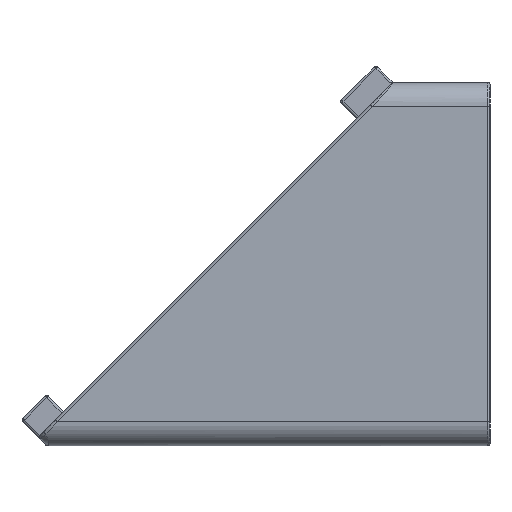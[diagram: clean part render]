
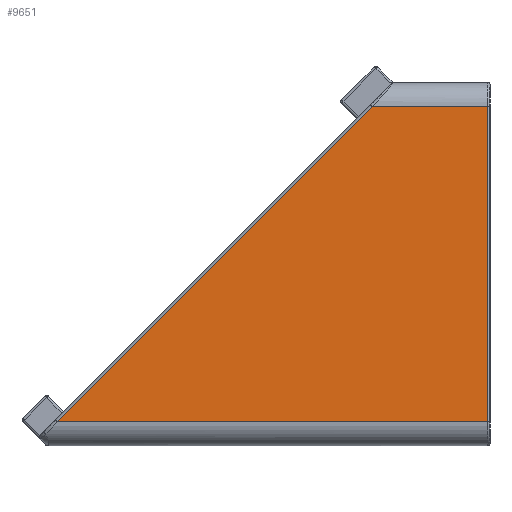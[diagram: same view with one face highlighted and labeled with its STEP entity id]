
A CAD part, left-side view. The second image highlights one B-rep face of the part: STEP entity #9651.
In plain terms, the highlighted planar face has unit normal (-1, 0, 0).
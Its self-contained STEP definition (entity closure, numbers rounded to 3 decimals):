
#185 = AXIS2_PLACEMENT_3D ( 'NONE', #336, #2347, #9367 ) ;
#267 = ORIENTED_EDGE ( 'NONE', *, *, #10312, .F. ) ;
#336 = CARTESIAN_POINT ( 'NONE',  ( -30., 38., 13. ) ) ;
#874 = VERTEX_POINT ( 'NONE', #9238 ) ;
#1539 = FACE_OUTER_BOUND ( 'NONE', #8209, .T. ) ;
#2153 = VECTOR ( 'NONE', #11559, 1000. ) ;
#2347 = DIRECTION ( 'NONE',  ( 1., 0., 0. ) ) ;
#2531 = DIRECTION ( 'NONE',  ( 0., -0.707, 0.707 ) ) ;
#2629 = VERTEX_POINT ( 'NONE', #11688 ) ;
#2844 = CARTESIAN_POINT ( 'NONE',  ( -30., 38., -13. ) ) ;
#3029 = CARTESIAN_POINT ( 'NONE',  ( -30., 9.717, 13. ) ) ;
#3073 = EDGE_CURVE ( 'NONE', #2629, #874, #6783, .T. ) ;
#3789 = VECTOR ( 'NONE', #10568, 1000. ) ;
#4305 = PLANE ( 'NONE',  #185 ) ;
#4968 = VERTEX_POINT ( 'NONE', #11182 ) ;
#5467 = ORIENTED_EDGE ( 'NONE', *, *, #3073, .F. ) ;
#5594 = EDGE_CURVE ( 'NONE', #4968, #12136, #12074, .T. ) ;
#6783 = LINE ( 'NONE', #7603, #3789 ) ;
#7603 = CARTESIAN_POINT ( 'NONE',  ( -30., 0.2, 13. ) ) ;
#7689 = ORIENTED_EDGE ( 'NONE', *, *, #10462, .T. ) ;
#8209 = EDGE_LOOP ( 'NONE', ( #267, #10137, #7689, #5467 ) ) ;
#9238 = CARTESIAN_POINT ( 'NONE',  ( -30., 0.2, -13. ) ) ;
#9367 = DIRECTION ( 'NONE',  ( 0., 0., 1. ) ) ;
#9423 = VECTOR ( 'NONE', #2531, 1000. ) ;
#9546 = CARTESIAN_POINT ( 'NONE',  ( -30., 23.859, -1.141 ) ) ;
#9648 = VECTOR ( 'NONE', #11867, 1000. ) ;
#9651 = ADVANCED_FACE ( 'NONE', ( #1539 ), #4305, .F. ) ;
#9961 = LINE ( 'NONE', #2844, #9648 ) ;
#10137 = ORIENTED_EDGE ( 'NONE', *, *, #5594, .F. ) ;
#10312 = EDGE_CURVE ( 'NONE', #12136, #2629, #11516, .T. ) ;
#10462 = EDGE_CURVE ( 'NONE', #4968, #874, #9961, .T. ) ;
#10568 = DIRECTION ( 'NONE',  ( 0., 0., -1. ) ) ;
#11182 = CARTESIAN_POINT ( 'NONE',  ( -30., 35.717, -13. ) ) ;
#11516 = LINE ( 'NONE', #12553, #2153 ) ;
#11559 = DIRECTION ( 'NONE',  ( 0., -1., 0. ) ) ;
#11688 = CARTESIAN_POINT ( 'NONE',  ( -30., 0.2, 13. ) ) ;
#11867 = DIRECTION ( 'NONE',  ( 0., -1., 0. ) ) ;
#12074 = LINE ( 'NONE', #9546, #9423 ) ;
#12136 = VERTEX_POINT ( 'NONE', #3029 ) ;
#12553 = CARTESIAN_POINT ( 'NONE',  ( -30., 38., 13. ) ) ;
